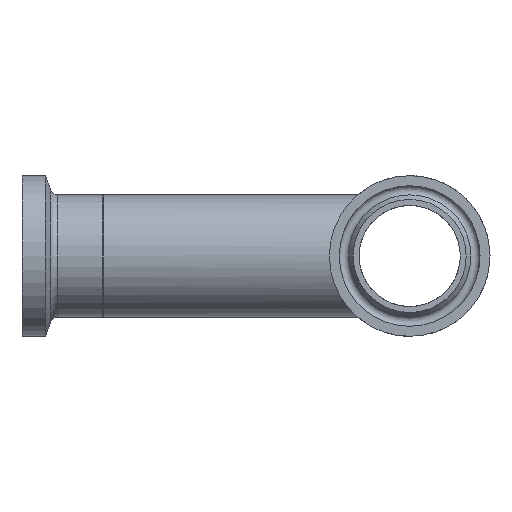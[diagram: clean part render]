
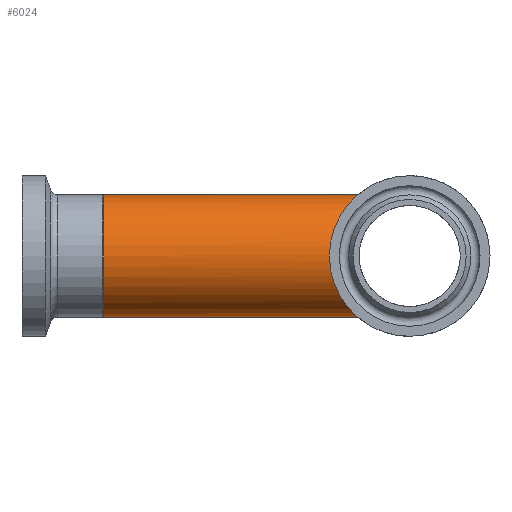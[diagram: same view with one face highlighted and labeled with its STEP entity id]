
A CAD part, left-side view. The second image highlights one B-rep face of the part: STEP entity #6024.
In plain terms, the highlighted cylindrical face has radius 9.525 mm (diameter 19.05 mm), a full revolution.
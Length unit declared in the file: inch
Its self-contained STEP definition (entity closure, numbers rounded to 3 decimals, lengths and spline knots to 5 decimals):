
#59=ELLIPSE('',#6324,0.53033,0.375);
#60=ELLIPSE('',#6325,0.53033,0.375);
#142=FACE_BOUND('',#1182,.T.);
#764=FACE_OUTER_BOUND('',#1181,.T.);
#1181=EDGE_LOOP('',(#5562,#5563));
#1182=EDGE_LOOP('',(#5564));
#2104=CIRCLE('',#6359,0.375);
#2956=VERTEX_POINT('',#12768);
#2957=VERTEX_POINT('',#12769);
#2971=VERTEX_POINT('',#12818);
#3815=EDGE_CURVE('',#2956,#2957,#59,.T.);
#3816=EDGE_CURVE('',#2957,#2956,#60,.T.);
#3830=EDGE_CURVE('',#2971,#2971,#2104,.T.);
#5562=ORIENTED_EDGE('',*,*,#3816,.F.);
#5563=ORIENTED_EDGE('',*,*,#3815,.F.);
#5564=ORIENTED_EDGE('',*,*,#3830,.T.);
#5623=CYLINDRICAL_SURFACE('',#6416,0.375);
#6024=ADVANCED_FACE('',(#764,#142),#5623,.T.);
#6324=AXIS2_PLACEMENT_3D('',#12770,#7402,#7403);
#6325=AXIS2_PLACEMENT_3D('',#12771,#7404,#7405);
#6359=AXIS2_PLACEMENT_3D('',#12819,#7472,#7473);
#6416=AXIS2_PLACEMENT_3D('',#12905,#7586,#7587);
#7402=DIRECTION('center_axis',(0.707,-0.707,0.));
#7403=DIRECTION('ref_axis',(-0.707,-0.707,0.));
#7404=DIRECTION('center_axis',(-0.707,-0.707,0.));
#7405=DIRECTION('ref_axis',(-0.707,0.707,0.));
#7472=DIRECTION('center_axis',(0.,-1.,0.));
#7473=DIRECTION('ref_axis',(-1.,0.,0.));
#7586=DIRECTION('center_axis',(0.,1.,0.));
#7587=DIRECTION('ref_axis',(-1.,0.,0.));
#12768=CARTESIAN_POINT('',(0.,0.,-0.375));
#12769=CARTESIAN_POINT('',(0.,0.,
0.375));
#12770=CARTESIAN_POINT('Origin',(0.,0.,
0.));
#12771=CARTESIAN_POINT('Origin',(0.,0.,
0.));
#12818=CARTESIAN_POINT('',(0.375,1.875,0.));
#12819=CARTESIAN_POINT('Origin',(0.,1.875,0.));
#12905=CARTESIAN_POINT('Origin',(0.,0.,
0.));
